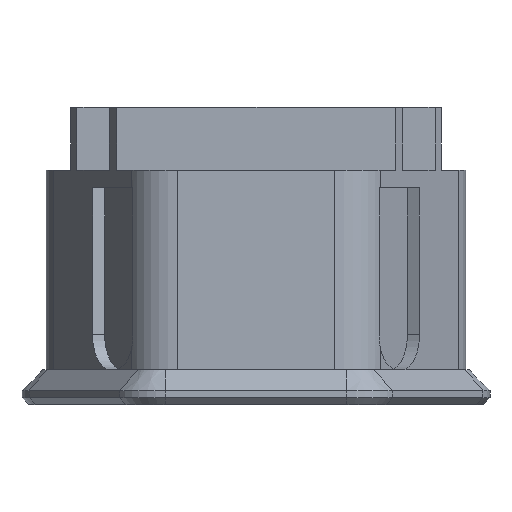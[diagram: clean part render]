
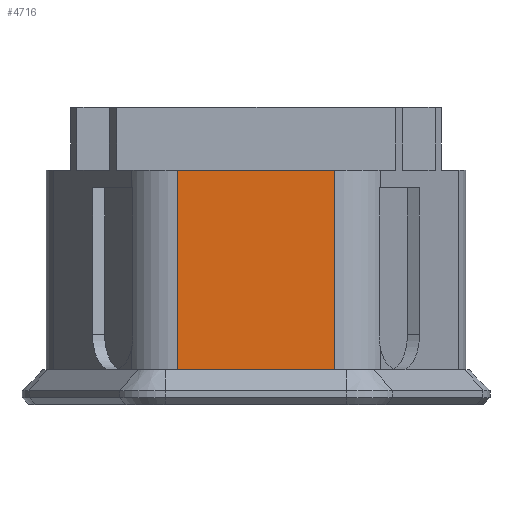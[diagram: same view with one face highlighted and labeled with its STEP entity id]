
A CAD part, left-side view. The second image highlights one B-rep face of the part: STEP entity #4716.
In plain terms, the highlighted planar face has unit normal (-1, 0, 0).
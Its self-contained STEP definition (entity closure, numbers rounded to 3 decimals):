
#514=FACE_OUTER_BOUND('',#779,.T.);
#779=EDGE_LOOP('',(#4037,#4038,#4039,#4040));
#1154=LINE('',#7530,#1653);
#1248=LINE('',#7745,#1747);
#1249=LINE('',#7747,#1748);
#1250=LINE('',#7748,#1749);
#1653=VECTOR('',#5558,10.);
#1747=VECTOR('',#5790,10.);
#1748=VECTOR('',#5791,10.);
#1749=VECTOR('',#5792,10.);
#2164=VERTEX_POINT('',#7527);
#2165=VERTEX_POINT('',#7529);
#2217=VERTEX_POINT('',#7744);
#2218=VERTEX_POINT('',#7746);
#2739=EDGE_CURVE('',#2164,#2165,#1154,.T.);
#2846=EDGE_CURVE('',#2164,#2217,#1248,.T.);
#2847=EDGE_CURVE('',#2217,#2218,#1249,.T.);
#2848=EDGE_CURVE('',#2218,#2165,#1250,.T.);
#4037=ORIENTED_EDGE('',*,*,#2846,.T.);
#4038=ORIENTED_EDGE('',*,*,#2847,.T.);
#4039=ORIENTED_EDGE('',*,*,#2848,.T.);
#4040=ORIENTED_EDGE('',*,*,#2739,.F.);
#4479=PLANE('',#4961);
#4716=ADVANCED_FACE('',(#514),#4479,.F.);
#4961=AXIS2_PLACEMENT_3D('',#7743,#5788,#5789);
#5558=DIRECTION('',(0.,-1.,0.));
#5788=DIRECTION('center_axis',(1.,0.,0.));
#5789=DIRECTION('ref_axis',(0.,-1.,0.));
#5790=DIRECTION('',(0.,0.,-1.));
#5791=DIRECTION('',(0.,-1.,0.));
#5792=DIRECTION('',(0.,0.,1.));
#7527=CARTESIAN_POINT('',(-10.8,4.503,13.4));
#7529=CARTESIAN_POINT('',(-10.8,-4.503,13.4));
#7530=CARTESIAN_POINT('',(-10.8,3.118,13.4));
#7743=CARTESIAN_POINT('Origin',(-10.8,6.235,13.4));
#7744=CARTESIAN_POINT('',(-10.8,4.503,2.));
#7745=CARTESIAN_POINT('',(-10.8,4.503,13.4));
#7746=CARTESIAN_POINT('',(-10.8,-4.503,2.));
#7747=CARTESIAN_POINT('',(-10.8,6.235,2.));
#7748=CARTESIAN_POINT('',(-10.8,-4.503,13.4));
